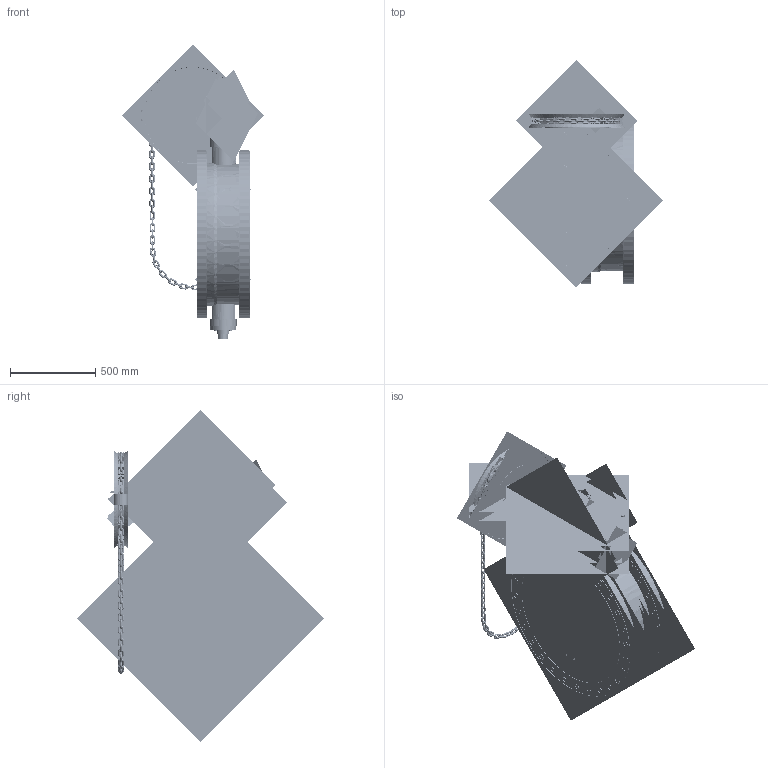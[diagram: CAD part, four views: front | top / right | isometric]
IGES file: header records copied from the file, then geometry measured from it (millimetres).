
Start section:  PTC IGES file: class_250ii_fl_x_fl-30-inch-cha_asm.igs
Global section: file name: class_250ii_fl_x_fl-30-inch-cha_asm.igs; native system: Creo Parametric by Parametric Technology Corporation; preprocessor: 2013050; author: HAPPY; organization: Unknown; date: 20161214.165537; units: inch
Bounding box: 1018.05 x 1545.63 x 1944.45 mm (x, y, z)
Volume: 129362182.7 mm3; surface area: 45743294.9 mm2
Topology: 65 solids, 65 shells, 6472 faces, 35112 edges, 45421 vertices
Faces by surface type: revolution 4850, bspline 1278, extrusion 344
